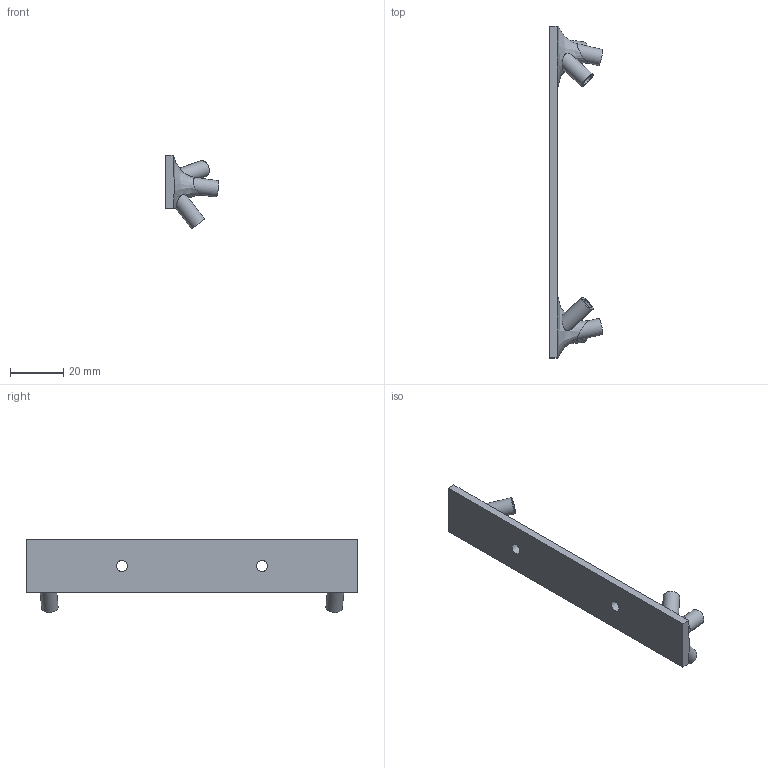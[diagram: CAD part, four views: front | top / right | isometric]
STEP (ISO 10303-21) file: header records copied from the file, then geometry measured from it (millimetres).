
FILE_DESCRIPTION(/* description */ (''),/* implementation_level */ '2;1');
FILE_NAME(/* name */ 'Sup2.stp',/* time_stamp */ '2020-12-05T18:01:18+01:00',/* author */ (''),/* organization */ (''),/* preprocessor_version */ 'ST-DEVELOPER v18.1',/* originating_system */ 'Autodesk Translation Framework v9.3.0.1241',/* authorisation */ '');
FILE_SCHEMA (('AUTOMOTIVE_DESIGN { 1 0 10303 214 3 1 1 }'));
Length unit declared in the file: millimetre
Products named in the file (1): Sup2
Bounding box: 20.13 x 125 x 27.59 mm (x, y, z)
Volume: 9983.1 mm3; surface area: 8482.8 mm2
Topology: 1 solids, 1 shells, 38 faces, 102 edges, 66 vertices
Faces by surface type: plane 22, cylinder 14, bspline 2
Full cylindrical faces by diameter (mm): 4.2 x8, 6.2 x6
Entity records: 1757 total; most frequent: CARTESIAN_POINT 737, DIRECTION 210, ORIENTED_EDGE 204, EDGE_CURVE 102, AXIS2_PLACEMENT_3D 87, VERTEX_POINT 66, EDGE_LOOP 50, FACE_OUTER_BOUND 38
